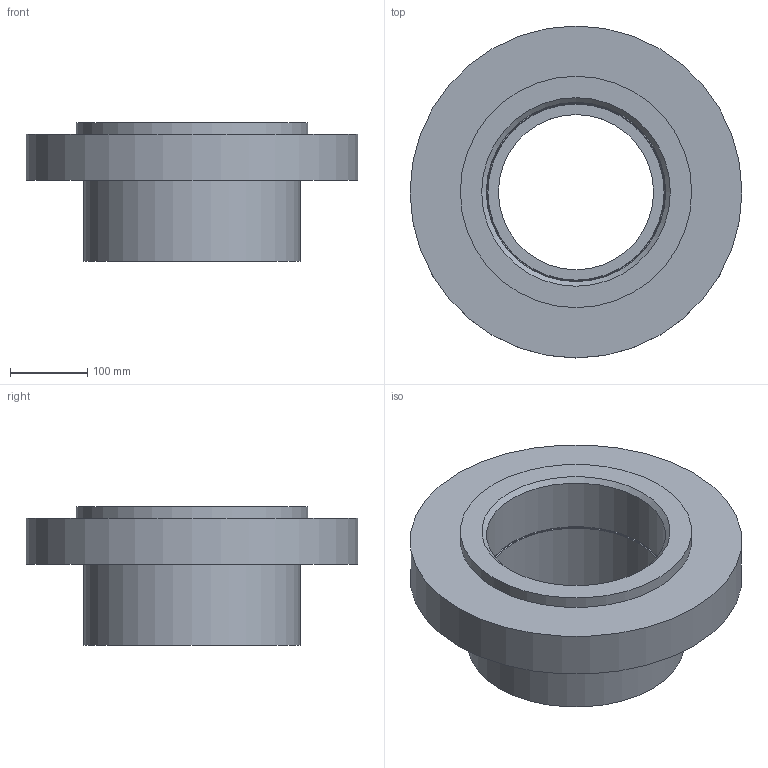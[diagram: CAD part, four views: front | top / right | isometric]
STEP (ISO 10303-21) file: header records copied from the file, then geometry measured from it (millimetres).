
FILE_DESCRIPTION(/* description */ ('Alibre Inc.'),/* implementation_level */ '2;1');
FILE_NAME(/* name */ 'export-3DD0A5B3-2112-4BCB-BCC0-4BBC6015A007',/* time_stamp */ '2025-04-17T13:20:12+08:00',/* author */ (''),/* organization */ (''),/* preprocessor_version */ 'ST-DEVELOPER v17',/* originating_system */ 'Alibre',/* authorisation */ '');
FILE_SCHEMA (('CONFIG_CONTROL_DESIGN'));
Length unit declared in the file: centimetre
Bounding box: 430 x 430 x 180 mm (x, y, z)
Volume: 8792505.3 mm3; surface area: 541220.3 mm2
Topology: 1 solids, 1 shells, 14 faces, 23 edges, 15 vertices
Faces by surface type: cylinder 6, plane 6, cone 2
Full cylindrical faces by diameter (mm): 201.03 x1, 228.3 x1, 232.3 x1, 280 x1, 299.75 x1, 430 x1
Entity records: 367 total; most frequent: DIRECTION 50, CARTESIAN_POINT 42, ORIENTED_EDGE 28, EDGE_LOOP 28, FACE_BOUND 28, AXIS2_PLACEMENT_3D 28, VERTEX_POINT 14, CIRCLE 14
